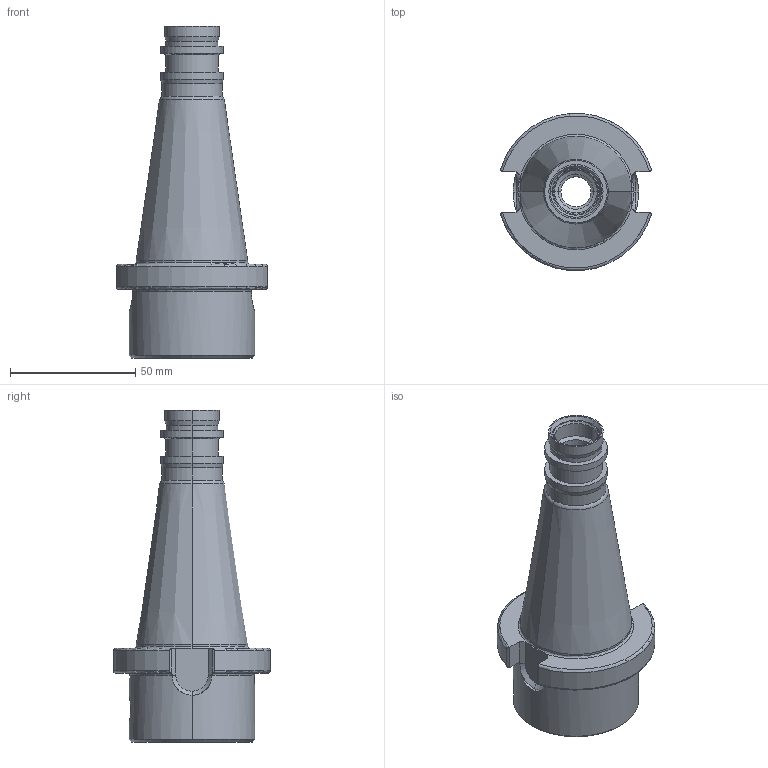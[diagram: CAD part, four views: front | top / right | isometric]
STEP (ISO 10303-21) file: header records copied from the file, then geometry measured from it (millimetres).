
FILE_DESCRIPTION(('no description'),'unknown implementation level');
FILE_NAME('3AE5EC94-EFD4-4967-A45A-C479A25792A4_export.stp',' ',('CIMSOURCE GmbH'),('CADClick - KiM GmbH - www.kimweb.de'),'unknown preprocess','ACIS','unknown authorization');
FILE_SCHEMA(('automotive_design'));
Length unit declared in the file: millimetre
Products named in the file (2): 321.451 Kaiser SK40 M16 X CKS5 X 80|690.435 Kaiser ETL M10 X 14 CK5_Standard;NONE; 321.451 Kaiser SK40 M16 X CKS5 X 80|321.451 Kaiser SK40 M16 X CKS5 X 80_Standard;NONE
Bounding box: 60.22 x 62.59 x 132.4 mm (x, y, z)
Volume: 115512.3 mm3; surface area: 29394.7 mm2
Topology: 2 solids, 2 shells, 158 faces, 370 edges, 221 vertices
Faces by surface type: plane 52, cylinder 48, cone 46, torus 12
Entity records: 9066 total; most frequent: CARTESIAN_POINT 1189, DIRECTION 792, STYLED_ITEM 749, PRESENTATION_STYLE_ASSIGNMENT 749, COLOUR_RGB 749, ORIENTED_EDGE 736, EDGE_CURVE 368, CURVE_STYLE 368
